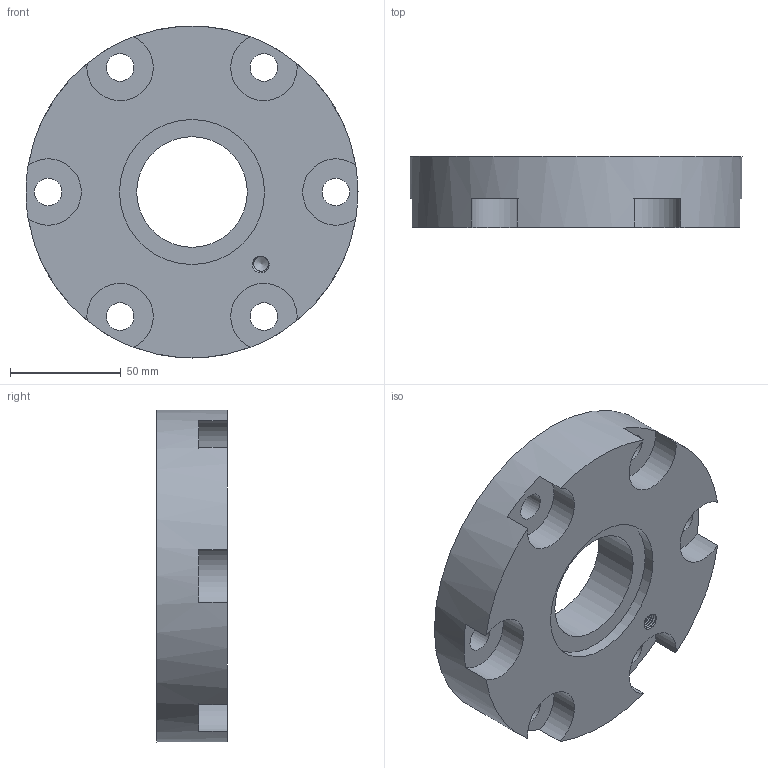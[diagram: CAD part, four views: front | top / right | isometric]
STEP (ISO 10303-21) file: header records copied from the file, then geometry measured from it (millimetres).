
FILE_DESCRIPTION(/* description */ (''),/* implementation_level */ '2;1');
FILE_NAME(/* name */ 'Platine télescope v0.step',/* time_stamp */ '2019-09-29T17:18:53+02:00',/* author */ ('lecariste21'),/* organization */ (''),/* preprocessor_version */ 'ST-DEVELOPER v18',/* originating_system */ 'Autodesk Translation Framework v8.2.0.1029',/* authorisation */ '');
FILE_SCHEMA (('AUTOMOTIVE_DESIGN { 1 0 10303 214 3 1 1 }'));
Length unit declared in the file: millimetre
Products named in the file (1): Platine télescope
Bounding box: 150 x 32 x 150 mm (x, y, z)
Volume: 425680.5 mm3; surface area: 58998.6 mm2
Topology: 1 solids, 1 shells, 61 faces, 161 edges, 104 vertices
Faces by surface type: cylinder 47, plane 11, bspline 2, cone 1
Full cylindrical faces by diameter (mm): 6.779 x14, 8.17 x14, 12.5 x6, 50 x1, 65 x1, 65.5 x1, 150 x1
Entity records: 3691 total; most frequent: CARTESIAN_POINT 2198, ORIENTED_EDGE 320, DIRECTION 272, EDGE_CURVE 160, AXIS2_PLACEMENT_3D 110, VERTEX_POINT 104, EDGE_LOOP 78, FACE_OUTER_BOUND 61
